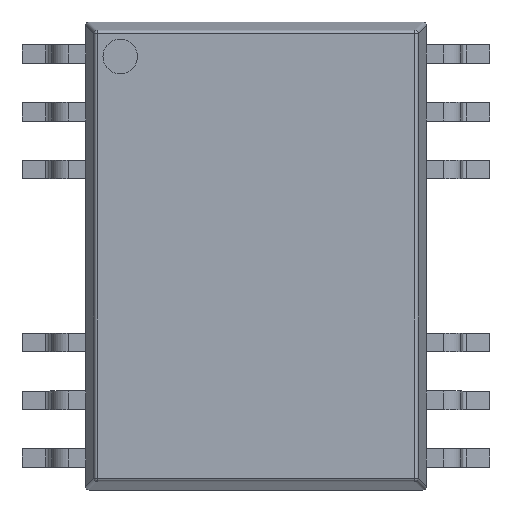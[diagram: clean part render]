
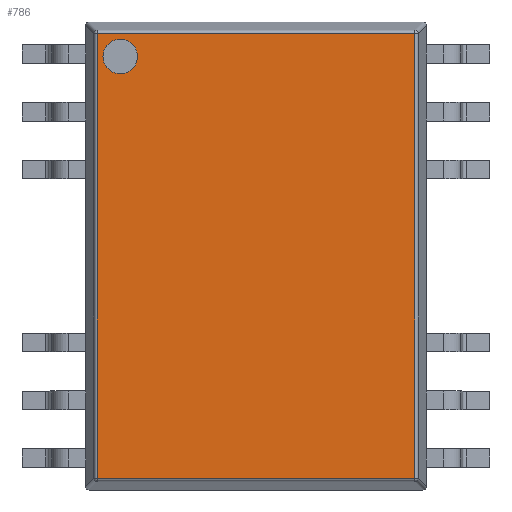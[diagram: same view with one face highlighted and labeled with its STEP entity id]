
A CAD part, top view. The second image highlights one B-rep face of the part: STEP entity #786.
In plain terms, the highlighted planar face has unit normal (0, 0, 1).
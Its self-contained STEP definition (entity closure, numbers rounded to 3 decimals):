
#736=CARTESIAN_POINT('',(-2.988,4.007,2.65));
#737=VERTEX_POINT('',#736);
#738=CARTESIAN_POINT('',(-2.988,4.388,2.65));
#739=DIRECTION('',(0.0,0.0,1.0));
#740=DIRECTION('',(0.0,-1.0,0.0));
#741=AXIS2_PLACEMENT_3D('',#738,#739,#740);
#742=CIRCLE('',#741,0.381);
#743=EDGE_CURVE('n� 5733',#737,#737,#742,.T.);
#744=ORIENTED_EDGE('',*,*,#743,.F.);
#745=EDGE_LOOP('',(#744));
#746=FACE_OUTER_BOUND('',#745,.T.);
#747=CARTESIAN_POINT('',(-3.494,-4.894,2.65));
#748=VERTEX_POINT('',#747);
#749=CARTESIAN_POINT('',(3.494,-4.894,2.65));
#750=VERTEX_POINT('',#749);
#751=CARTESIAN_POINT('',(3.557,-4.894,2.65));
#752=DIRECTION('',(1.0,0.0,-0.0));
#753=VECTOR('',#752,1.0);
#754=LINE('',#751,#753);
#755=EDGE_CURVE('n� 5105',#748,#750,#754,.T.);
#756=ORIENTED_EDGE('',*,*,#755,.T.);
#757=CARTESIAN_POINT('',(3.494,4.894,2.65));
#758=VERTEX_POINT('',#757);
#759=CARTESIAN_POINT('',(3.494,4.957,2.65));
#760=DIRECTION('',(-0.0,1.0,0.0));
#761=VECTOR('',#760,1.0);
#762=LINE('',#759,#761);
#763=EDGE_CURVE('n� 5108',#750,#758,#762,.T.);
#764=ORIENTED_EDGE('',*,*,#763,.T.);
#765=CARTESIAN_POINT('',(-3.494,4.894,2.65));
#766=VERTEX_POINT('',#765);
#767=CARTESIAN_POINT('',(-3.557,4.894,2.65));
#768=DIRECTION('',(-1.0,-0.0,0.0));
#769=VECTOR('',#768,1.0);
#770=LINE('',#767,#769);
#771=EDGE_CURVE('n� 5097',#758,#766,#770,.T.);
#772=ORIENTED_EDGE('',*,*,#771,.T.);
#773=CARTESIAN_POINT('',(-3.494,-5.15,2.65));
#774=DIRECTION('',(0.0,-1.0,0.0));
#775=VECTOR('',#774,1.0);
#776=LINE('',#773,#775);
#777=EDGE_CURVE('n� 5101',#766,#748,#776,.T.);
#778=ORIENTED_EDGE('',*,*,#777,.T.);
#779=EDGE_LOOP('',(#756,#764,#772,#778));
#780=FACE_BOUND('',#779,.T.);
#781=CARTESIAN_POINT('',(3.557,-5.15,2.65));
#782=DIRECTION('',(-0.0,-0.0,-1.0));
#783=DIRECTION('',(1.0,0.0,-0.0));
#784=AXIS2_PLACEMENT_3D('',#781,#782,#783);
#785=PLANE('',#784);
#786=ADVANCED_FACE('n� 293',(#746,#780),#785,.F.);
